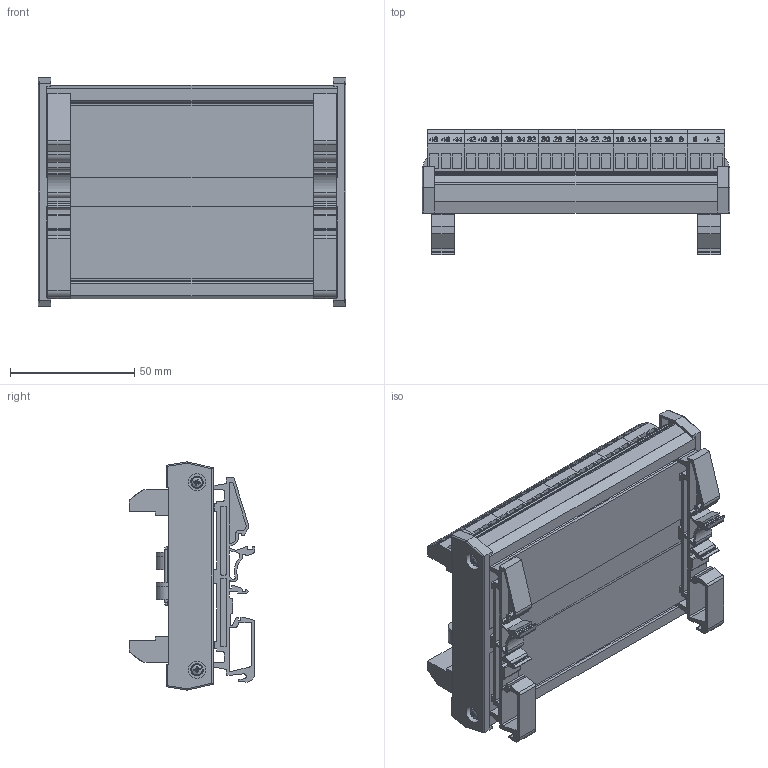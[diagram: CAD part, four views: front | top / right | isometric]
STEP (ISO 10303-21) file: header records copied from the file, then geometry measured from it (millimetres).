
FILE_DESCRIPTION((''),'2;1');
FILE_NAME('8975.4.stp','2014-07-15T12:00:36',('roland'),(''),'Autodesk Inventor 2013','Autodesk Inventor 2013','');
FILE_SCHEMA(('CONFIG_CONTROL_DESIGN'));
Length unit declared in the file: millimetre
Products named in the file (11): 6A Diodel 24; 24 plate; 3 hole green; 24diodes; BASE SIDE; BASE LEGS; BS EN ISO 7045 Z - Metric M2.5 x 10 - 4.8 - Z; 24 lable1; 24 lable2; diode long 6A bottom; diode long 6A
Assembly tree (52 placements, depth 2):
  6A Diodel 24
    24 plate
    3 hole green  x16
    24diodes
    BASE SIDE  x2
    BASE LEGS  x2
    BS EN ISO 7045 Z - Metric M2.5 x 10 - 4.8 - Z  x4
    24 lable1
    24 lable2
    diode long 6A bottom  x12
    diode long 6A  x12
Bounding box: 124 x 50.69 x 91.98 mm (x, y, z)
Volume: 98283.1 mm3; surface area: 119906.2 mm2
Topology: 52 solids, 52 shells, 3645 faces, 9443 edges, 6222 vertices
Faces by surface type: plane 2008, bspline 868, cylinder 657, cone 64, torus 44, sphere 4
Full cylindrical faces by diameter (mm): 1 x144, 1.199 x24, 1.2 x72, 1.3 x48, 2.256 x4, 2.5 x4, 3.2 x4, 3.75 x48, 7 x4, 7.99 x24, 8 x24, 9 x4
Entity records: 80628 total; most frequent: CARTESIAN_POINT 24598, ORIENTED_EDGE 12672, DIRECTION 8508, EDGE_CURVE 6336, VERTEX_POINT 4358, VECTOR 3864, LINE 3864, EDGE_LOOP 3130
